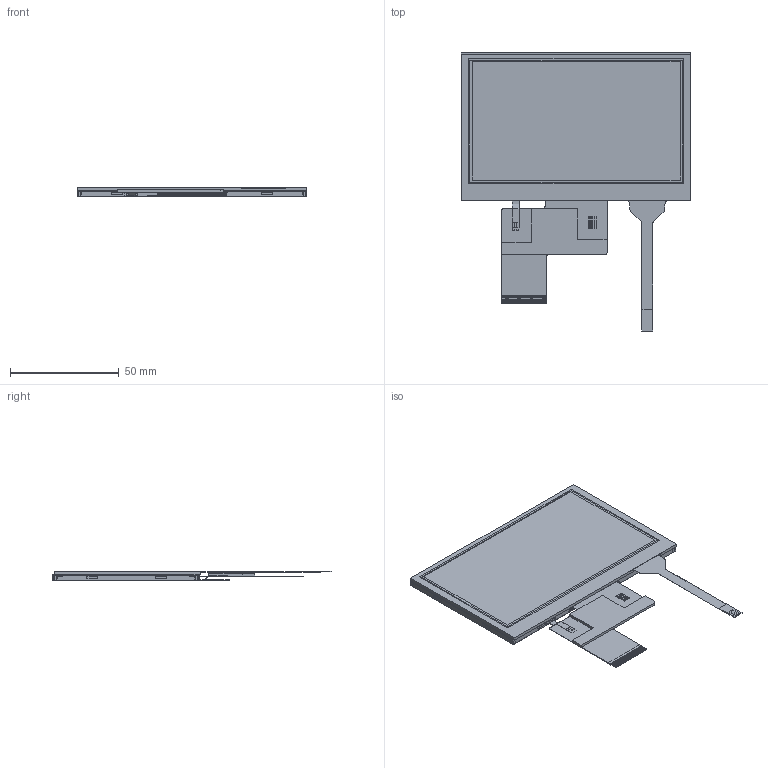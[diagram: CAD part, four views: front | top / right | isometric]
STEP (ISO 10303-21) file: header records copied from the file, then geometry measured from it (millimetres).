
FILE_DESCRIPTION(/* description */ (''),/* implementation_level */ '2;1');
FILE_NAME(/* name */ '',/* time_stamp */ '2023-09-25T15:40:57+09:00',/* author */ (''),/* organization */ (''),/* preprocessor_version */ 'ST-DEVELOPER v18.1',/* originating_system */ 'Autodesk Inventor 2020',/* authorisation */ '');
FILE_SCHEMA (('AUTOMOTIVE_DESIGN { 1 0 10303 214 3 1 1 }'));
Length unit declared in the file: millimetre
Products named in the file (1): HP_TK-SRA043WQ-02
Bounding box: 105.45 x 127.73 x 4.47 mm (x, y, z)
Volume: 29921.3 mm3; surface area: 48584 mm2
Topology: 1 solids, 2 shells, 637 faces, 1868 edges, 1250 vertices
Faces by surface type: plane 564, cylinder 73
Entity records: 20972 total; most frequent: CARTESIAN_POINT 3756, ORIENTED_EDGE 3736, DIRECTION 3290, EDGE_CURVE 1868, LINE 1722, VECTOR 1722, VERTEX_POINT 1250, AXIS2_PLACEMENT_3D 784
